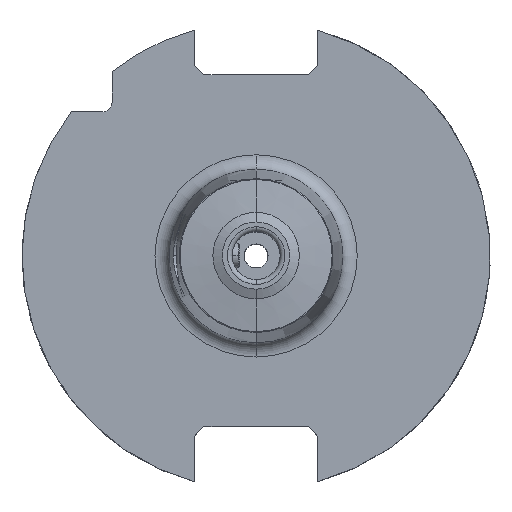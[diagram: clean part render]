
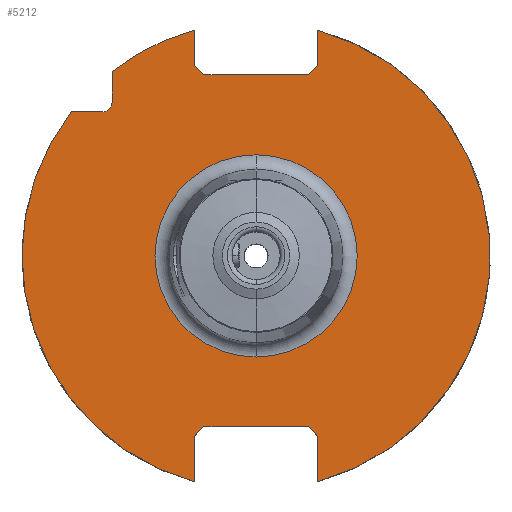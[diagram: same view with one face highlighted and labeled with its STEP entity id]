
A CAD part, top view. The second image highlights one B-rep face of the part: STEP entity #5212.
In plain terms, the highlighted planar face has unit normal (0, 0, 1).
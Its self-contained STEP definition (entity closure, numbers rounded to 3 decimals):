
#323=CARTESIAN_POINT('',(0.,0.,19.1));
#324=DIRECTION('',(0.,0.,-1.));
#325=DIRECTION('',(0.,-1.,0.));
#326=AXIS2_PLACEMENT_3D('',#323,#324,#325);
#339=CARTESIAN_POINT('',(0.,0.,19.1));
#340=DIRECTION('',(0.,0.,1.));
#341=DIRECTION('',(0.,-1.,0.));
#342=AXIS2_PLACEMENT_3D('',#339,#340,#341);
#355=DIRECTION('',(0.707,0.707,0.));
#356=VECTOR('',#355,2.828);
#357=CARTESIAN_POINT('',(10.85,37.7,19.1));
#358=LINE('',#357,#356);
#362=DIRECTION('',(0.,-1.,0.));
#363=VECTOR('',#362,7.326);
#364=CARTESIAN_POINT('',(12.85,47.026,19.1));
#365=LINE('',#364,#363);
#369=DIRECTION('',(0.,1.,0.));
#370=VECTOR('',#369,9.526);
#371=CARTESIAN_POINT('',(12.85,-47.026,19.1));
#372=LINE('',#371,#370);
#376=DIRECTION('',(0.,-1.,0.));
#377=VECTOR('',#376,9.526);
#378=CARTESIAN_POINT('',(-12.85,-37.5,19.1));
#379=LINE('',#378,#377);
#383=DIRECTION('',(1.,0.,0.));
#384=VECTOR('',#383,6.426);
#385=CARTESIAN_POINT('',(-38.426,30.,19.1));
#386=LINE('',#385,#384);
#390=DIRECTION('',(0.,1.,0.));
#391=VECTOR('',#390,6.426);
#392=CARTESIAN_POINT('',(-30.,32.,19.1));
#393=LINE('',#392,#391);
#397=DIRECTION('',(0.,-1.,0.));
#398=VECTOR('',#397,7.326);
#399=CARTESIAN_POINT('',(-12.85,47.026,19.1));
#400=LINE('',#399,#398);
#404=DIRECTION('',(0.707,-0.707,0.));
#405=VECTOR('',#404,2.828);
#406=CARTESIAN_POINT('',(-12.85,39.7,19.1));
#407=LINE('',#406,#405);
#418=DIRECTION('',(1.,0.,0.));
#419=VECTOR('',#418,21.7);
#420=CARTESIAN_POINT('',(-10.85,37.7,19.1));
#421=LINE('',#420,#419);
#488=CARTESIAN_POINT('',(0.,0.,19.1));
#489=DIRECTION('',(0.,0.,1.));
#490=DIRECTION('',(-0.264,0.965,0.));
#491=AXIS2_PLACEMENT_3D('',#488,#489,#490);
#578=CARTESIAN_POINT('',(0.,0.,19.1));
#579=DIRECTION('',(0.,0.,1.));
#580=DIRECTION('',(0.264,-0.965,0.));
#581=AXIS2_PLACEMENT_3D('',#578,#579,#580);
#652=CARTESIAN_POINT('',(0.,0.,19.1));
#653=DIRECTION('',(0.,0.,1.));
#654=DIRECTION('',(-0.788,0.615,0.));
#655=AXIS2_PLACEMENT_3D('',#652,#653,#654);
#1620=CARTESIAN_POINT('',(-32.,32.,19.1));
#1621=DIRECTION('',(0.,0.,-1.));
#1622=DIRECTION('',(1.,0.,0.));
#1623=AXIS2_PLACEMENT_3D('',#1620,#1621,#1622);
#1876=DIRECTION('',(-0.707,0.707,0.));
#1877=VECTOR('',#1876,2.828);
#1878=CARTESIAN_POINT('',(12.85,-37.5,19.1));
#1879=LINE('',#1878,#1877);
#1890=DIRECTION('',(-1.,0.,0.));
#1891=VECTOR('',#1890,21.7);
#1892=CARTESIAN_POINT('',(10.85,-35.5,19.1));
#1893=LINE('',#1892,#1891);
#3744=DIRECTION('',(-0.707,-0.707,0.));
#3745=VECTOR('',#3744,2.828);
#3746=CARTESIAN_POINT('',(-10.85,-35.5,19.1));
#3747=LINE('',#3746,#3745);
#4585=CARTESIAN_POINT('',(0.,21.058,19.1));
#4586=VERTEX_POINT('',#4585);
#4595=CARTESIAN_POINT('',(0.,-21.058,19.1));
#4596=VERTEX_POINT('',#4595);
#4635=CARTESIAN_POINT('',(-30.,32.,19.1));
#4636=CARTESIAN_POINT('',(-32.,30.,19.1));
#4637=VERTEX_POINT('',#4635);
#4638=VERTEX_POINT('',#4636);
#4664=CARTESIAN_POINT('',(12.85,39.7,19.1));
#4666=VERTEX_POINT('',#4664);
#4667=CARTESIAN_POINT('',(-12.85,39.7,19.1));
#4669=VERTEX_POINT('',#4667);
#4719=CARTESIAN_POINT('',(-38.426,30.,19.1));
#4720=VERTEX_POINT('',#4719);
#4721=CARTESIAN_POINT('',(-30.,38.426,19.1));
#4722=VERTEX_POINT('',#4721);
#4749=CARTESIAN_POINT('',(12.85,47.026,19.1));
#4750=VERTEX_POINT('',#4749);
#4751=CARTESIAN_POINT('',(-12.85,47.026,19.1));
#4752=VERTEX_POINT('',#4751);
#4792=CARTESIAN_POINT('',(12.85,-47.026,19.1));
#4794=VERTEX_POINT('',#4792);
#4800=CARTESIAN_POINT('',(-12.85,-47.026,19.1));
#4802=VERTEX_POINT('',#4800);
#4881=CARTESIAN_POINT('',(-10.85,37.7,19.1));
#4882=CARTESIAN_POINT('',(10.85,37.7,19.1));
#4883=VERTEX_POINT('',#4881);
#4884=VERTEX_POINT('',#4882);
#4885=CARTESIAN_POINT('',(10.85,-35.5,19.1));
#4886=CARTESIAN_POINT('',(-10.85,-35.5,19.1));
#4887=VERTEX_POINT('',#4885);
#4888=VERTEX_POINT('',#4886);
#4893=CARTESIAN_POINT('',(12.85,-37.5,19.1));
#4894=VERTEX_POINT('',#4893);
#4895=CARTESIAN_POINT('',(-12.85,-37.5,19.1));
#4896=VERTEX_POINT('',#4895);
#5169=CARTESIAN_POINT('',(0.,0.,19.1));
#5170=DIRECTION('',(0.,0.,1.));
#5171=DIRECTION('',(0.,-1.,0.));
#5172=AXIS2_PLACEMENT_3D('',#5169,#5170,#5171);
#5173=PLANE('',#5172);
#5175=ORIENTED_EDGE('',*,*,#5174,.T.);
#5177=ORIENTED_EDGE('',*,*,#5176,.F.);
#5179=ORIENTED_EDGE('',*,*,#5178,.F.);
#5181=ORIENTED_EDGE('',*,*,#5180,.T.);
#5183=ORIENTED_EDGE('',*,*,#5182,.T.);
#5185=ORIENTED_EDGE('',*,*,#5184,.T.);
#5187=ORIENTED_EDGE('',*,*,#5186,.T.);
#5189=ORIENTED_EDGE('',*,*,#5188,.T.);
#5191=ORIENTED_EDGE('',*,*,#5190,.F.);
#5193=ORIENTED_EDGE('',*,*,#5192,.T.);
#5195=ORIENTED_EDGE('',*,*,#5194,.F.);
#5197=ORIENTED_EDGE('',*,*,#5196,.T.);
#5199=ORIENTED_EDGE('',*,*,#5198,.F.);
#5201=ORIENTED_EDGE('',*,*,#5200,.T.);
#5203=ORIENTED_EDGE('',*,*,#5202,.T.);
#5205=ORIENTED_EDGE('',*,*,#5204,.T.);
#5206=EDGE_LOOP('',(#5175,#5177,#5179,#5181,#5183,#5185,#5187,#5189,#5191,#5193,
#5195,#5197,#5199,#5201,#5203,#5205));
#5207=FACE_OUTER_BOUND('',#5206,.F.);
#5208=ORIENTED_EDGE('',*,*,#5151,.F.);
#5209=ORIENTED_EDGE('',*,*,#5162,.T.);
#5210=EDGE_LOOP('',(#5208,#5209));
#5211=FACE_BOUND('',#5210,.F.);
#327=CIRCLE('',#326,21.058);
#343=CIRCLE('',#342,21.058);
#492=CIRCLE('',#491,48.75);
#582=CIRCLE('',#581,48.75);
#656=CIRCLE('',#655,48.75);
#1624=CIRCLE('',#1623,2.);
#5151=EDGE_CURVE('',#4596,#4586,#327,.T.);
#5162=EDGE_CURVE('',#4596,#4586,#343,.T.);
#5174=EDGE_CURVE('',#4884,#4666,#358,.T.);
#5176=EDGE_CURVE('',#4750,#4666,#365,.T.);
#5178=EDGE_CURVE('',#4794,#4750,#582,.T.);
#5180=EDGE_CURVE('',#4794,#4894,#372,.T.);
#5182=EDGE_CURVE('',#4894,#4887,#1879,.T.);
#5184=EDGE_CURVE('',#4887,#4888,#1893,.T.);
#5186=EDGE_CURVE('',#4888,#4896,#3747,.T.);
#5188=EDGE_CURVE('',#4896,#4802,#379,.T.);
#5190=EDGE_CURVE('',#4720,#4802,#656,.T.);
#5192=EDGE_CURVE('',#4720,#4638,#386,.T.);
#5194=EDGE_CURVE('',#4637,#4638,#1624,.T.);
#5196=EDGE_CURVE('',#4637,#4722,#393,.T.);
#5198=EDGE_CURVE('',#4752,#4722,#492,.T.);
#5200=EDGE_CURVE('',#4752,#4669,#400,.T.);
#5202=EDGE_CURVE('',#4669,#4883,#407,.T.);
#5204=EDGE_CURVE('',#4883,#4884,#421,.T.);
#5212=ADVANCED_FACE('',(#5207,#5211),#5173,.T.);
